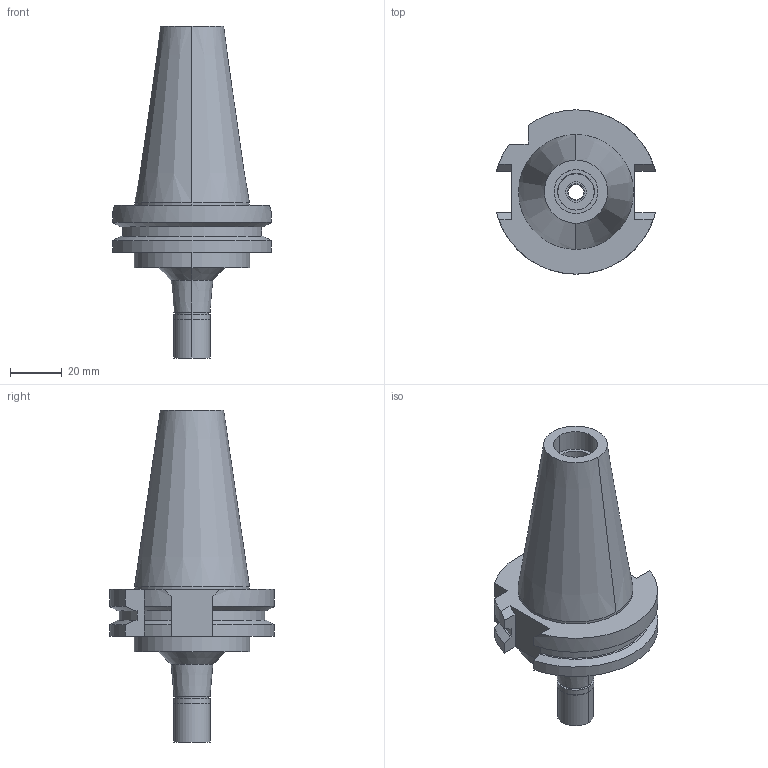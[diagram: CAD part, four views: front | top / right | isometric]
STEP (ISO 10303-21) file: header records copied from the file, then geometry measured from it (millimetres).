
FILE_DESCRIPTION((''),'2;1');
FILE_NAME('BV40MS06060T-060_ASM','2018-03-07T',('ykawabe'),(''),'CREO PARAMETRIC BY PTC INC, 2016380','CREO PARAMETRIC BY PTC INC, 2016380','');
FILE_SCHEMA(('AUTOMOTIVE_DESIGN { 1 0 10303 214 1 1 1 1 }'));
Length unit declared in the file: millimetre
Products named in the file (5): BDV40-MEGA6S-60T_1; NBC6S-6AA_1; MGN6S_1; DXF_TEMP_ASSY_ASM_4_ASM; BV40MS06060T-060_ASM
Assembly tree (4 placements, depth 3):
  BV40MS06060T-060_ASM
    DXF_TEMP_ASSY_ASM_4_ASM
      BDV40-MEGA6S-60T_1
      NBC6S-6AA_1
      MGN6S_1
Bounding box: 61.48 x 63.55 x 128.4 mm (x, y, z)
Volume: 119138.7 mm3; surface area: 26068.8 mm2
Topology: 3 solids, 3 shells, 122 faces, 291 edges, 190 vertices
Faces by surface type: cylinder 55, plane 39, cone 28
Entity records: 5413 total; most frequent: DIRECTION 713, CARTESIAN_POINT 696, ORIENTED_EDGE 582, PRESENTATION_STYLE_ASSIGNMENT 299, STYLED_ITEM 299, CURVE_STYLE 296, AXIS2_PLACEMENT_3D 293, EDGE_CURVE 291
